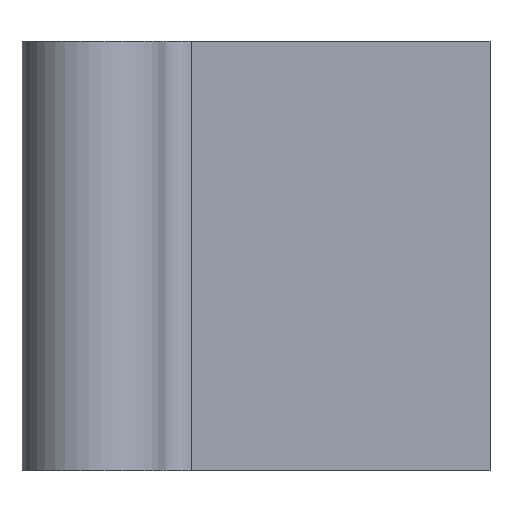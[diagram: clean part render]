
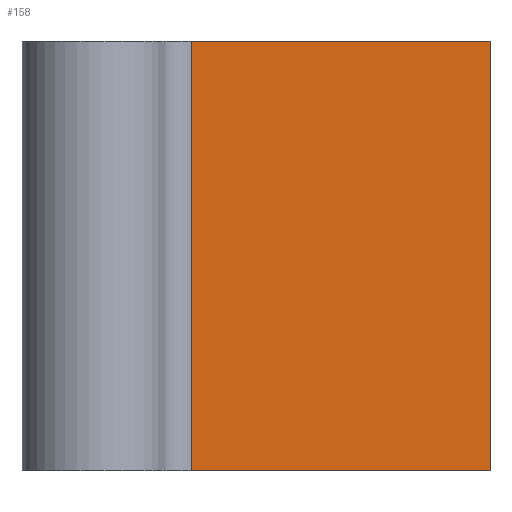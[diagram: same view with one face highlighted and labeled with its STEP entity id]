
A CAD part, front view. The second image highlights one B-rep face of the part: STEP entity #158.
In plain terms, the highlighted planar face has unit normal (0, -1, 0).
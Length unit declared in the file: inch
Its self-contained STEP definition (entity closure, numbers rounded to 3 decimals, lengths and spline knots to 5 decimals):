
#17=PLANE('',#191);
#23=FACE_OUTER_BOUND('',#32,.T.);
#32=EDGE_LOOP('',(#115,#116,#117,#118));
#42=LINE('',#260,#55);
#44=LINE('',#266,#57);
#45=LINE('',#268,#58);
#46=LINE('',#269,#59);
#55=VECTOR('',#211,0.3937);
#57=VECTOR('',#217,0.3937);
#58=VECTOR('',#218,0.3937);
#59=VECTOR('',#219,0.3937);
#77=VERTEX_POINT('',#257);
#78=VERTEX_POINT('',#259);
#80=VERTEX_POINT('',#265);
#81=VERTEX_POINT('',#267);
#91=EDGE_CURVE('',#77,#78,#42,.T.);
#94=EDGE_CURVE('',#77,#80,#44,.T.);
#95=EDGE_CURVE('',#80,#81,#45,.T.);
#96=EDGE_CURVE('',#78,#81,#46,.T.);
#115=ORIENTED_EDGE('',*,*,#91,.F.);
#116=ORIENTED_EDGE('',*,*,#94,.T.);
#117=ORIENTED_EDGE('',*,*,#95,.T.);
#118=ORIENTED_EDGE('',*,*,#96,.F.);
#158=ADVANCED_FACE('',(#23),#17,.T.);
#191=AXIS2_PLACEMENT_3D('',#264,#215,#216);
#211=DIRECTION('',(0.,0.,1.));
#215=DIRECTION('center_axis',(0.,-1.,0.));
#216=DIRECTION('ref_axis',(1.,0.,0.));
#217=DIRECTION('',(1.,0.,0.));
#218=DIRECTION('',(0.,0.,1.));
#219=DIRECTION('',(1.,0.,0.));
#257=CARTESIAN_POINT('',(0.0677,0.,0.));
#259=CARTESIAN_POINT('',(0.0677,0.,0.298));
#260=CARTESIAN_POINT('',(0.0677,0.,0.));
#264=CARTESIAN_POINT('Origin',(0.05,0.,0.));
#265=CARTESIAN_POINT('',(0.275,0.,0.));
#266=CARTESIAN_POINT('',(0.025,0.,0.));
#267=CARTESIAN_POINT('',(0.275,0.,0.298));
#268=CARTESIAN_POINT('',(0.275,0.,0.));
#269=CARTESIAN_POINT('',(0.025,0.,0.298));
